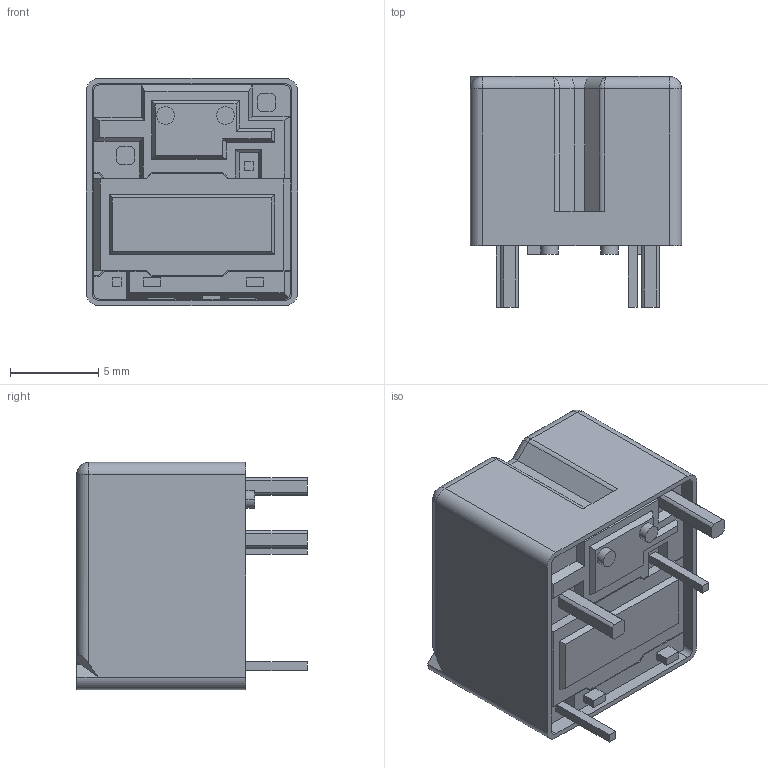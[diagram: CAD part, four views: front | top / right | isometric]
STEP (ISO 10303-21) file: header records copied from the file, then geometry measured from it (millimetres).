
FILE_DESCRIPTION (( 'STEP AP214' ), '1' );
FILE_NAME ('1393280-5.STEP', '2023-05-05T09:51:14', ( '' ), ( '' ), 'SwSTEP 2.0', 'SolidWorks 2021', '' );
FILE_SCHEMA (( 'AUTOMOTIVE_DESIGN' ));
Length unit declared in the file: millimetre
Products named in the file (1): 1393280-5
Bounding box: 12 x 13.1 x 12.9 mm (x, y, z)
Volume: 1431.4 mm3; surface area: 943.6 mm2
Topology: 5 solids, 5 shells, 202 faces, 512 edges, 328 vertices
Faces by surface type: plane 156, cylinder 39, sphere 3, cone 2, bspline 2
Entity records: 6122 total; most frequent: CARTESIAN_POINT 1186, ORIENTED_EDGE 1016, DIRECTION 967, EDGE_CURVE 508, LINE 423, VECTOR 423, VERTEX_POINT 328, AXIS2_PLACEMENT_3D 272
